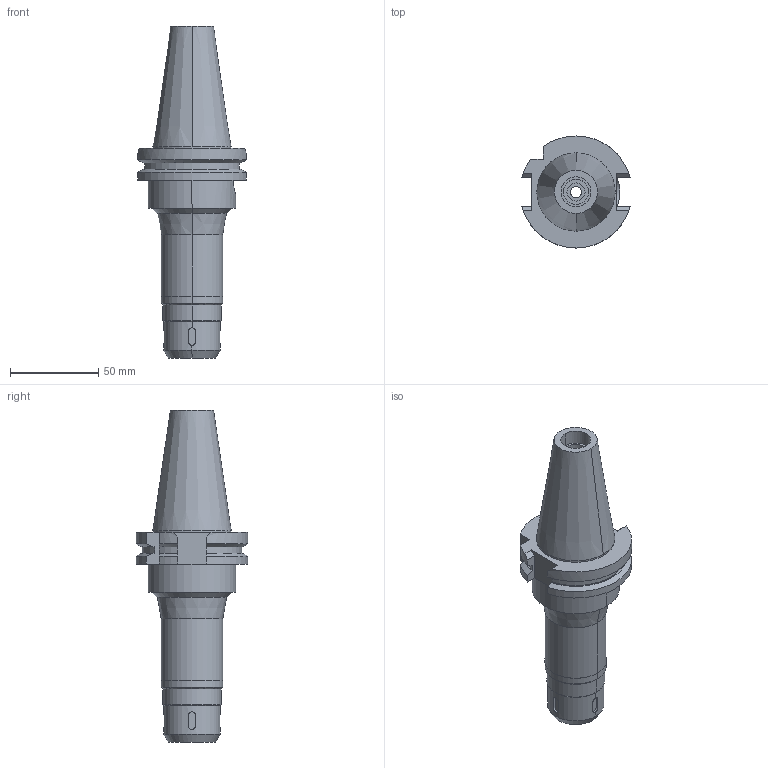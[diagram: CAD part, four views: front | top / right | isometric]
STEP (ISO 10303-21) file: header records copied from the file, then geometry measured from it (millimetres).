
FILE_DESCRIPTION((''),'2;1');
FILE_NAME('BDV40-HMC12J-120','2018-03-21T',('ykawabe'),(''),'CREO PARAMETRIC BY PTC INC, 2016380','CREO PARAMETRIC BY PTC INC, 2016380','');
FILE_SCHEMA(('AUTOMOTIVE_DESIGN { 1 0 10303 214 1 1 1 1 }'));
Length unit declared in the file: millimetre
Products named in the file (1): BDV40-HMC12J-120
Bounding box: 61.48 x 63.55 x 188.4 mm (x, y, z)
Volume: 203024.2 mm3; surface area: 35441.9 mm2
Topology: 1 solids, 1 shells, 103 faces, 284 edges, 193 vertices
Faces by surface type: cylinder 44, plane 41, cone 18
Entity records: 4456 total; most frequent: CARTESIAN_POINT 763, DIRECTION 584, ORIENTED_EDGE 568, PRESENTATION_STYLE_ASSIGNMENT 289, STYLED_ITEM 289, CURVE_STYLE 288, EDGE_CURVE 284, AXIS2_PLACEMENT_3D 225
